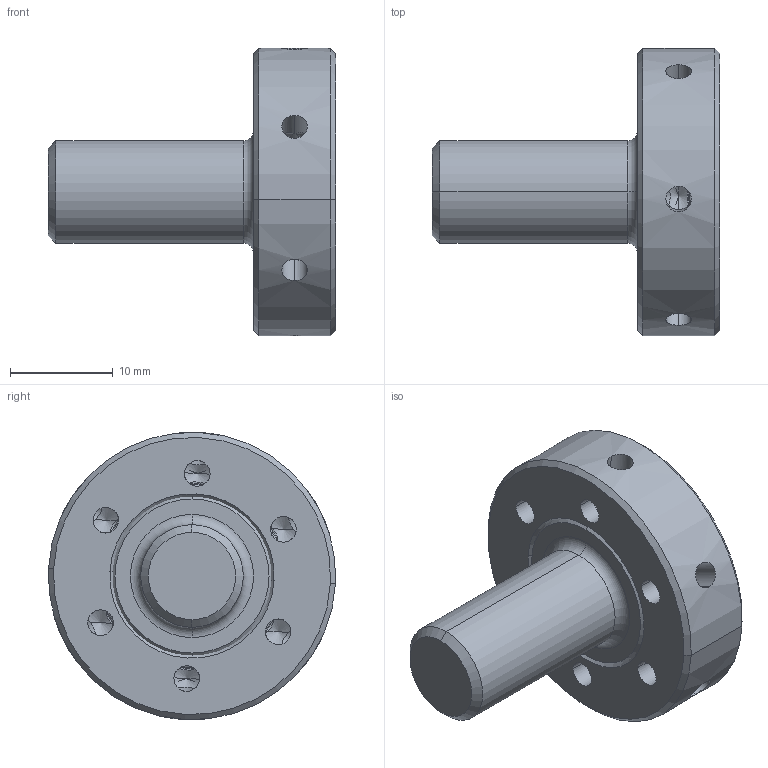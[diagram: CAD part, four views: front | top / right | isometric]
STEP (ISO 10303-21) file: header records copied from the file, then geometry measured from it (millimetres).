
FILE_DESCRIPTION (( 'STEP AP214' ), '1' );
FILE_NAME ('D22-ER1.K61.016.STEP', '2015-02-16T06:59:43', ( 'SWIAdmin' ), ( 'Hewlett-Packard Company' ), 'SwSTEP 2.0', 'SolidWorks 2012', '' );
FILE_SCHEMA (( 'AUTOMOTIVE_DESIGN' ));
Length unit declared in the file: millimetre
Products named in the file (3): D22-ER1.K62.008_A; D22-ER1.K63.016_A; D22-ER1.K61.016
Assembly tree (2 placements, depth 2):
  D22-ER1.K61.016
    D22-ER1.K63.016_A
    D22-ER1.K62.008_A
Bounding box: 28 x 27.96 x 28 mm (x, y, z)
Volume: 6135.6 mm3; surface area: 3705 mm2
Topology: 2 solids, 2 shells, 145 faces, 334 edges, 169 vertices
Faces by surface type: cylinder 78, cone 54, plane 11, torus 2
Entity records: 4468 total; most frequent: CARTESIAN_POINT 1391, ORIENTED_EDGE 616, DIRECTION 596, EDGE_CURVE 308, AXIS2_PLACEMENT_3D 250, VERTEX_POINT 169, EDGE_LOOP 161, FACE_OUTER_BOUND 145
